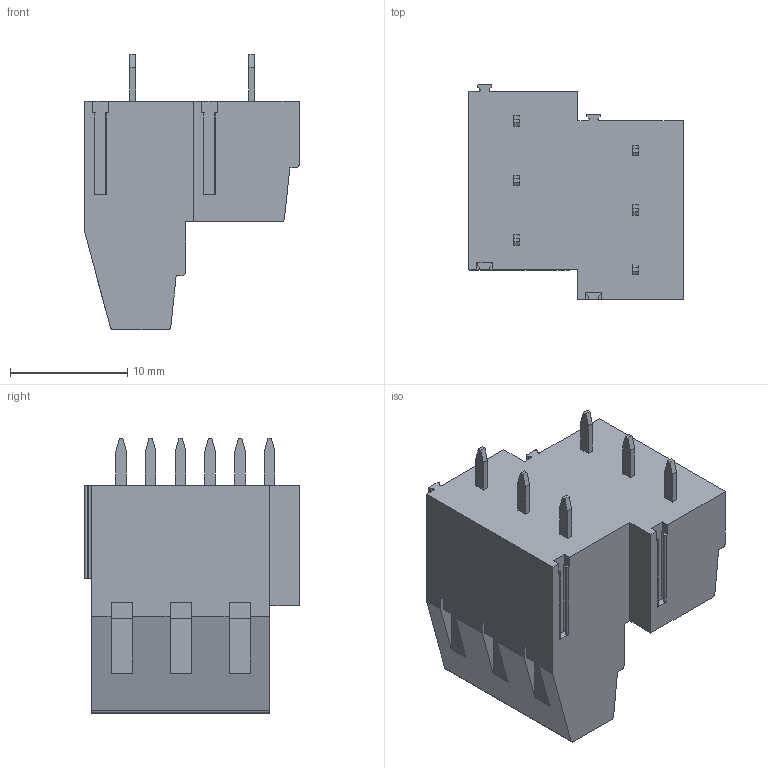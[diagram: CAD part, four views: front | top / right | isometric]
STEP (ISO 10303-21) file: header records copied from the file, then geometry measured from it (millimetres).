
FILE_DESCRIPTION( ( 'STEP AP214' ), '1' );
FILE_NAME( 'MVD153-5.08-V.stp', ' ', ( ' ' ), ( ' ' ), 'PSStep 14.0', 'VISI 19.0', ' ' );
FILE_SCHEMA( ( 'AUTOMOTIVE_DESIGN { 1 0 10303 214 1 1 1 1 }' ) );
Length unit declared in the file: millimetre
Products named in the file (1): 1
Bounding box: 18.3 x 18.34 x 23.5 mm (x, y, z)
Volume: 3529.3 mm3; surface area: 2269.8 mm2
Topology: 1 solids, 1 shells, 249 faces, 647 edges, 424 vertices
Faces by surface type: plane 216, cylinder 33
Full cylindrical faces by diameter (mm): 3.8 x6, 3.9 x6
Entity records: 9408 total; most frequent: CARTESIAN_POINT 1297, ORIENTED_EDGE 1258, DIRECTION 1217, EDGE_CURVE 629, LINE 541, VECTOR 541, VERTEX_POINT 418, AXIS2_PLACEMENT_3D 338
